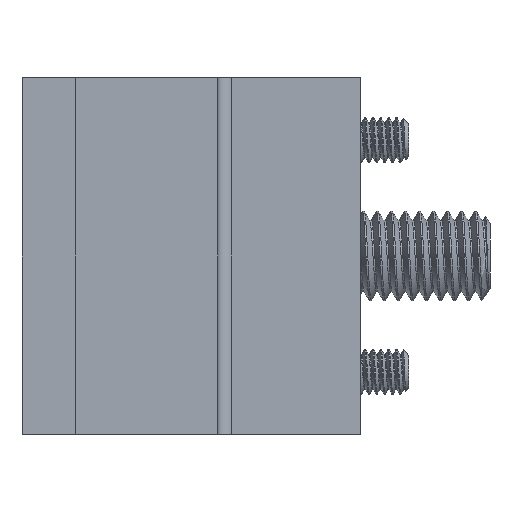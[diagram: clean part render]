
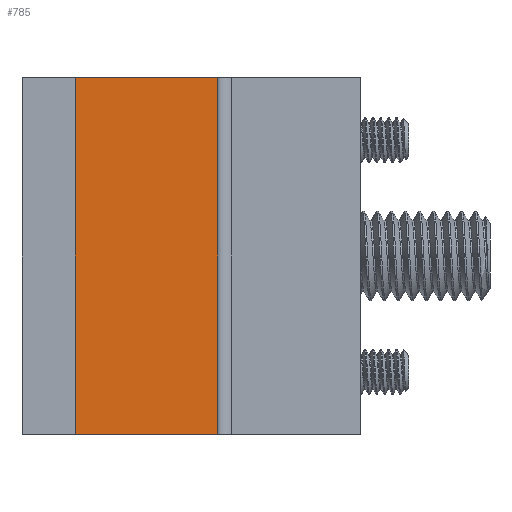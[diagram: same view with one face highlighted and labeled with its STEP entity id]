
A CAD part, left-side view. The second image highlights one B-rep face of the part: STEP entity #785.
In plain terms, the highlighted planar face has unit normal (-1, 0, 0).
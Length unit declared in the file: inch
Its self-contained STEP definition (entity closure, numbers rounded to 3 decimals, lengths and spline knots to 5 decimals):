
#168 = AXIS2_PLACEMENT_3D ( 'NONE', #10034, #471, #7201 ) ;
#471 = DIRECTION ( 'NONE',  ( -1., 0., 0. ) ) ;
#785 = ADVANCED_FACE ( 'NONE', ( #1443 ), #8175, .T. ) ;
#1422 = EDGE_CURVE ( 'NONE', #4638, #5714, #3675, .T. ) ;
#1443 = FACE_OUTER_BOUND ( 'NONE', #4238, .T. ) ;
#1540 = CARTESIAN_POINT ( 'NONE',  ( -1., 1., 0. ) ) ;
#1646 = ORIENTED_EDGE ( 'NONE', *, *, #5889, .T. ) ;
#2361 = DIRECTION ( 'NONE',  ( 0., 0., 1. ) ) ;
#2824 = VERTEX_POINT ( 'NONE', #1540 ) ;
#3675 = LINE ( 'NONE', #4747, #10731 ) ;
#4238 = EDGE_LOOP ( 'NONE', ( #10956, #8722, #4594, #1646 ) ) ;
#4594 = ORIENTED_EDGE ( 'NONE', *, *, #1422, .T. ) ;
#4638 = VERTEX_POINT ( 'NONE', #7762 ) ;
#4747 = CARTESIAN_POINT ( 'NONE',  ( -1., 0.5, -1.25 ) ) ;
#5380 = DIRECTION ( 'NONE',  ( 0., -1., 0. ) ) ;
#5714 = VERTEX_POINT ( 'NONE', #11728 ) ;
#5889 = EDGE_CURVE ( 'NONE', #5714, #11279, #8065, .T. ) ;
#6818 = LINE ( 'NONE', #10166, #9077 ) ;
#7201 = DIRECTION ( 'NONE',  ( 0., 0., 1. ) ) ;
#7426 = EDGE_CURVE ( 'NONE', #4638, #2824, #7824, .T. ) ;
#7762 = CARTESIAN_POINT ( 'NONE',  ( -1., 1., -1.25 ) ) ;
#7824 = LINE ( 'NONE', #8130, #9772 ) ;
#8065 = LINE ( 'NONE', #11077, #10592 ) ;
#8130 = CARTESIAN_POINT ( 'NONE',  ( -1., 1., -1.25 ) ) ;
#8175 = PLANE ( 'NONE',  #168 ) ;
#8722 = ORIENTED_EDGE ( 'NONE', *, *, #7426, .F. ) ;
#9077 = VECTOR ( 'NONE', #5380, 39.37008 ) ;
#9227 = DIRECTION ( 'NONE',  ( 0., 0., 1. ) ) ;
#9772 = VECTOR ( 'NONE', #2361, 39.37008 ) ;
#10013 = EDGE_CURVE ( 'NONE', #2824, #11279, #6818, .T. ) ;
#10034 = CARTESIAN_POINT ( 'NONE',  ( -1., 0.5, -1.25 ) ) ;
#10058 = CARTESIAN_POINT ( 'NONE',  ( -1., 0.5, 0. ) ) ;
#10166 = CARTESIAN_POINT ( 'NONE',  ( -1., 0.5, 0. ) ) ;
#10592 = VECTOR ( 'NONE', #9227, 39.37008 ) ;
#10731 = VECTOR ( 'NONE', #12437, 39.37008 ) ;
#10956 = ORIENTED_EDGE ( 'NONE', *, *, #10013, .F. ) ;
#11077 = CARTESIAN_POINT ( 'NONE',  ( -1., 0.5, -1.25 ) ) ;
#11279 = VERTEX_POINT ( 'NONE', #10058 ) ;
#11728 = CARTESIAN_POINT ( 'NONE',  ( -1., 0.5, -1.25 ) ) ;
#12437 = DIRECTION ( 'NONE',  ( 0., -1., 0. ) ) ;
